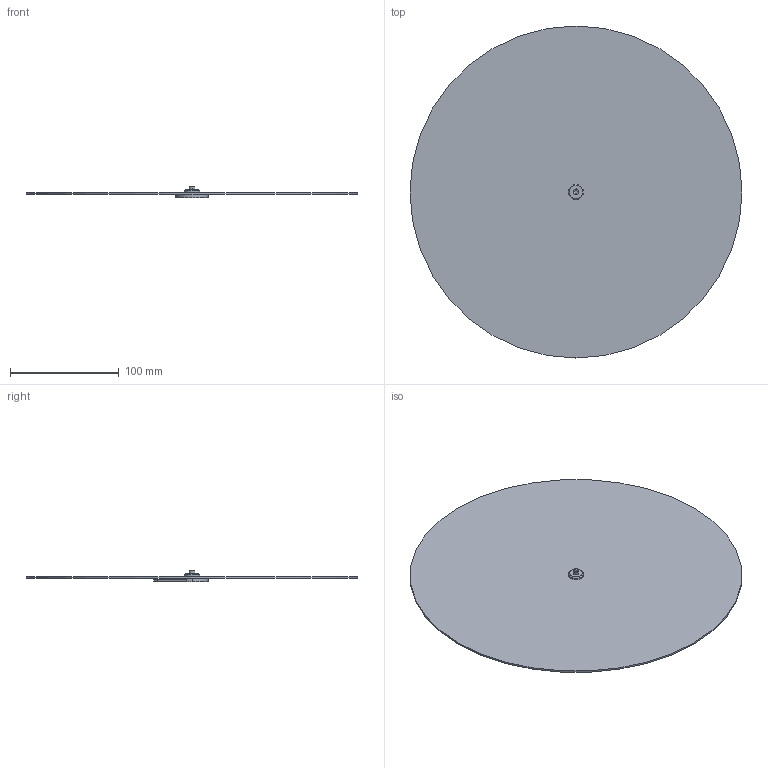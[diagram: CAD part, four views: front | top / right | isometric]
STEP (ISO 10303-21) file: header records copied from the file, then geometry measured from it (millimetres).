
FILE_DESCRIPTION (( 'STEP AP214' ), '1' );
FILE_NAME ('LPW_Assembly_LPWallMount.STEP', '2023-03-28T19:54:47', ( '' ), ( '' ), 'SwSTEP 2.0', 'SolidWorks 2020', '' );
FILE_SCHEMA (( 'AUTOMOTIVE_DESIGN' ));
Length unit declared in the file: millimetre
Products named in the file (5): LPW_Dummy_LP; LPW_PurchaseMechanical_SocketHeadScrew_ISO4762_M3x6; LPW_Assembly_LPWallMount; LPW_Mount; LPW_Cap
Assembly tree (4 placements, depth 2):
  LPW_Assembly_LPWallMount
    LPW_Mount
    LPW_Dummy_LP
    LPW_Cap
    LPW_PurchaseMechanical_SocketHeadScrew_ISO4762_M3x6
Bounding box: 304.8 x 304.8 x 10.1 mm (x, y, z)
Volume: 112542.7 mm3; surface area: 150350.5 mm2
Topology: 4 solids, 4 shells, 59 faces, 126 edges, 80 vertices
Faces by surface type: plane 28, cylinder 23, cone 6, torus 2
Entity records: 1840 total; most frequent: DIRECTION 318, CARTESIAN_POINT 272, ORIENTED_EDGE 252, AXIS2_PLACEMENT_3D 126, EDGE_CURVE 126, VERTEX_POINT 80, EDGE_LOOP 72, VECTOR 66
